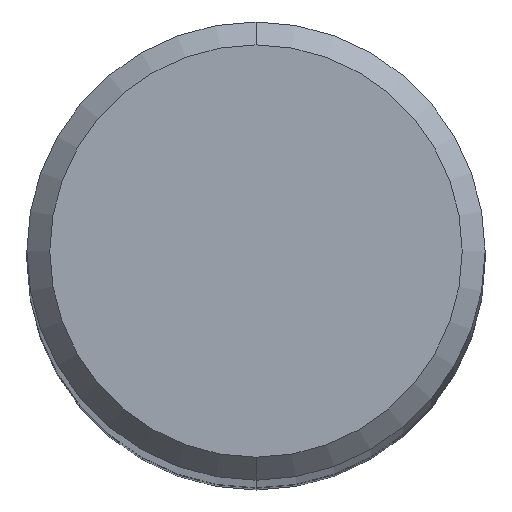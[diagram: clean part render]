
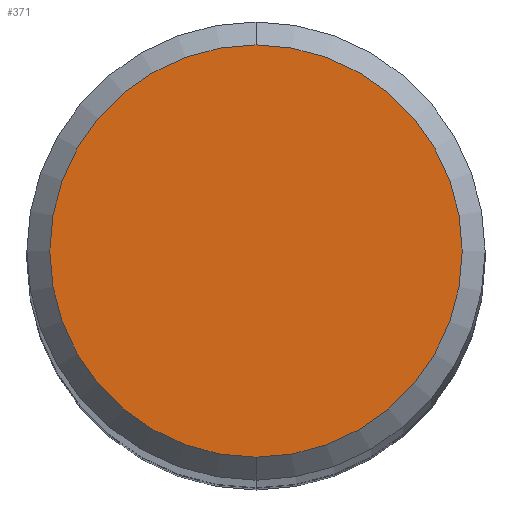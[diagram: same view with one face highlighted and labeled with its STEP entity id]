
A CAD part, top view. The second image highlights one B-rep face of the part: STEP entity #371.
In plain terms, the highlighted planar face has unit normal (0, 0, 1).
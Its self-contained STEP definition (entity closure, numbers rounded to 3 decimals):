
#241=VERTEX_POINT('',#562);
#263=EDGE_CURVE('',#437,#241,#587,.T.);
#303=EDGE_CURVE('',#241,#437,#636,.T.);
#371=ADVANCED_FACE('',(#707),#708,.T.);
#437=VERTEX_POINT('',#783);
#562=CARTESIAN_POINT('',(0.0,3.6,0.0));
#587=CIRCLE('',#985,3.6);
#636=CIRCLE('',#1070,3.6);
#707=FACE_OUTER_BOUND('',#1172,.T.);
#708=PLANE('',#1173);
#783=CARTESIAN_POINT('',(0.,-3.6,0.0));
#985=AXIS2_PLACEMENT_3D('',#1593,#1594,#1595);
#1070=AXIS2_PLACEMENT_3D('',#1668,#1669,#1670);
#1172=EDGE_LOOP('',(#1724,#1725));
#1173=AXIS2_PLACEMENT_3D('',#1726,#1727,#1728);
#1593=CARTESIAN_POINT('',(0.0,0.0,0.0));
#1594=DIRECTION('',(0.0,0.0,-1.0));
#1595=DIRECTION('',(0.0,1.0,0.0));
#1668=CARTESIAN_POINT('',(0.0,0.0,0.0));
#1669=DIRECTION('',(0.0,0.0,-1.0));
#1670=DIRECTION('',(0.0,1.0,0.0));
#1724=ORIENTED_EDGE('',*,*,#303,.F.);
#1725=ORIENTED_EDGE('',*,*,#263,.F.);
#1726=CARTESIAN_POINT('',(0.0,1.8,0.0));
#1727=DIRECTION('',(-0.0,0.0,1.0));
#1728=DIRECTION('',(0.0,-1.0,0.0));
